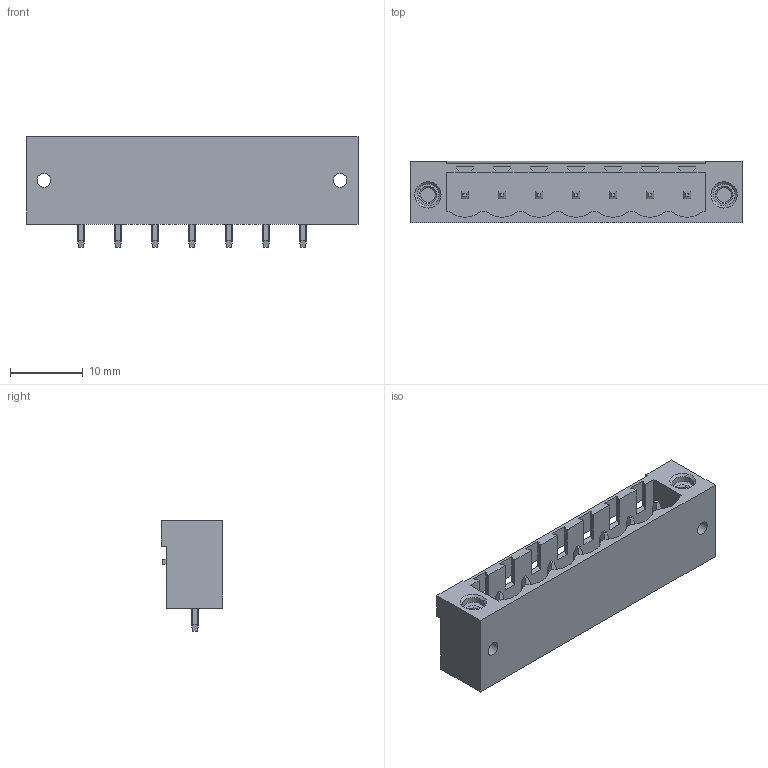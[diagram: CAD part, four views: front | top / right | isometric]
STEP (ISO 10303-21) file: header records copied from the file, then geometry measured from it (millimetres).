
FILE_DESCRIPTION(('CATIA V5 STEP Exchange','CAx-IF Rec.Pracs.--- Model Styling and Organization---1.2---2011-12-15'),'2;1');
FILE_NAME ('D1449037_0', '2018-10-27T02:49:33+00:00', ('none'), ('Weidmueller'), 'CATIA Version 5-6 Release 2014', 'CATIA V5 STEP AP214', 'none');
FILE_SCHEMA(('AUTOMOTIVE_DESIGN { 1 0 10303 214 1 1 1 1 }'));
Length unit declared in the file: millimetre
Products named in the file (1): 1147290000
Bounding box: 45.56 x 8.43 x 15.2 mm (x, y, z)
Volume: 2212 mm3; surface area: 3797.4 mm2
Topology: 10 solids, 10 shells, 365 faces, 1053 edges, 698 vertices
Faces by surface type: plane 264, cylinder 85, cone 16
Entity records: 11155 total; most frequent: CARTESIAN_POINT 2365, ORIENTED_EDGE 2106, DIRECTION 1327, EDGE_CURVE 1053, VECTOR 755, LINE 755, VERTEX_POINT 698, EDGE_LOOP 399
